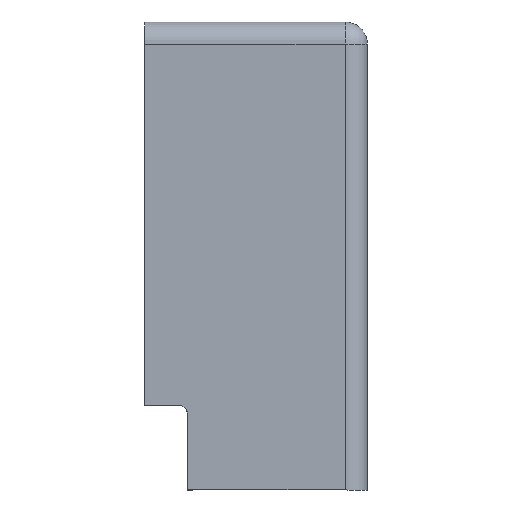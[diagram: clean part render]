
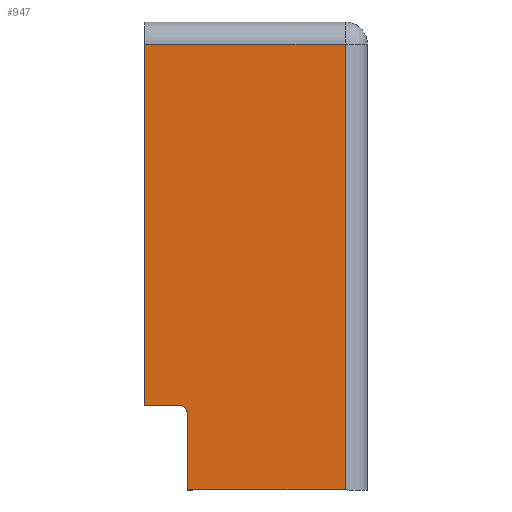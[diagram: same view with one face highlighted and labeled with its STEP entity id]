
A CAD part, left-side view. The second image highlights one B-rep face of the part: STEP entity #947.
In plain terms, the highlighted planar face has unit normal (-1, 0, 0).
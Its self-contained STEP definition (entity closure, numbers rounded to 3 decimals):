
#119 = CARTESIAN_POINT ( 'NONE',  ( -86., 0., 210. ) ) ;
#222 = VERTEX_POINT ( 'NONE', #6633 ) ;
#420 = VERTEX_POINT ( 'NONE', #5827 ) ;
#549 = EDGE_CURVE ( 'NONE', #222, #5826, #4291, .T. ) ;
#572 = ORIENTED_EDGE ( 'NONE', *, *, #549, .F. ) ;
#622 = LINE ( 'NONE', #2018, #4926 ) ;
#724 = LINE ( 'NONE', #5896, #5994 ) ;
#855 = EDGE_CURVE ( 'NONE', #7469, #420, #724, .T. ) ;
#947 = ADVANCED_FACE ( 'NONE', ( #4892 ), #7380, .F. ) ;
#991 = EDGE_CURVE ( 'NONE', #5355, #420, #5052, .T. ) ;
#1024 = LINE ( 'NONE', #4539, #4921 ) ;
#1133 = ORIENTED_EDGE ( 'NONE', *, *, #6640, .F. ) ;
#1266 = DIRECTION ( 'NONE',  ( 0., 1., 0. ) ) ;
#1345 = AXIS2_PLACEMENT_3D ( 'NONE', #1444, #3285, #4975 ) ;
#1368 = ORIENTED_EDGE ( 'NONE', *, *, #6691, .F. ) ;
#1395 = CARTESIAN_POINT ( 'NONE',  ( -86., -72., 50. ) ) ;
#1444 = CARTESIAN_POINT ( 'NONE',  ( -86., -80., 215. ) ) ;
#2018 = CARTESIAN_POINT ( 'NONE',  ( -86., 0., 215. ) ) ;
#2044 = DIRECTION ( 'NONE',  ( 0., 0., -1. ) ) ;
#2515 = DIRECTION ( 'NONE',  ( 0., 1., 0. ) ) ;
#2576 = DIRECTION ( 'NONE',  ( 0., -1., 0. ) ) ;
#2584 = AXIS2_PLACEMENT_3D ( 'NONE', #4115, #5949, #5266 ) ;
#2633 = DIRECTION ( 'NONE',  ( 0., 0., -1. ) ) ;
#2728 = ORIENTED_EDGE ( 'NONE', *, *, #991, .T. ) ;
#2808 = VECTOR ( 'NONE', #1266, 1000. ) ;
#2868 = VERTEX_POINT ( 'NONE', #4698 ) ;
#3057 = CARTESIAN_POINT ( 'NONE',  ( -86., 0., 80.5 ) ) ;
#3285 = DIRECTION ( 'NONE',  ( 1., 0., 0. ) ) ;
#3727 = LINE ( 'NONE', #6062, #5657 ) ;
#4115 = CARTESIAN_POINT ( 'NONE',  ( -86., -12., 77. ) ) ;
#4172 = CIRCLE ( 'NONE', #2584, 3.5 ) ;
#4291 = LINE ( 'NONE', #3057, #2808 ) ;
#4539 = CARTESIAN_POINT ( 'NONE',  ( -86., -72., 215. ) ) ;
#4697 = EDGE_LOOP ( 'NONE', ( #1133, #6463, #572, #7530, #2728, #6659, #1368 ) ) ;
#4698 = CARTESIAN_POINT ( 'NONE',  ( -86., -72., 210. ) ) ;
#4892 = FACE_OUTER_BOUND ( 'NONE', #4697, .T. ) ;
#4921 = VECTOR ( 'NONE', #2044, 1000. ) ;
#4926 = VECTOR ( 'NONE', #7040, 1000. ) ;
#4975 = DIRECTION ( 'NONE',  ( 0., -1., 0. ) ) ;
#5052 = LINE ( 'NONE', #5462, #6247 ) ;
#5053 = CARTESIAN_POINT ( 'NONE',  ( -86., 0., 80.5 ) ) ;
#5266 = DIRECTION ( 'NONE',  ( 0., -1., 0. ) ) ;
#5294 = EDGE_CURVE ( 'NONE', #5355, #222, #4172, .T. ) ;
#5355 = VERTEX_POINT ( 'NONE', #5879 ) ;
#5462 = CARTESIAN_POINT ( 'NONE',  ( -86., -15.5, 80.5 ) ) ;
#5657 = VECTOR ( 'NONE', #2576, 1000. ) ;
#5794 = VERTEX_POINT ( 'NONE', #119 ) ;
#5826 = VERTEX_POINT ( 'NONE', #5053 ) ;
#5827 = CARTESIAN_POINT ( 'NONE',  ( -86., -15.5, 50. ) ) ;
#5879 = CARTESIAN_POINT ( 'NONE',  ( -86., -15.5, 77. ) ) ;
#5896 = CARTESIAN_POINT ( 'NONE',  ( -86., -80., 50. ) ) ;
#5949 = DIRECTION ( 'NONE',  ( -1., 0., 0. ) ) ;
#5994 = VECTOR ( 'NONE', #2515, 1000. ) ;
#6062 = CARTESIAN_POINT ( 'NONE',  ( -86., -80., 210. ) ) ;
#6247 = VECTOR ( 'NONE', #2633, 1000. ) ;
#6463 = ORIENTED_EDGE ( 'NONE', *, *, #7167, .T. ) ;
#6633 = CARTESIAN_POINT ( 'NONE',  ( -86., -12., 80.5 ) ) ;
#6640 = EDGE_CURVE ( 'NONE', #5794, #2868, #3727, .T. ) ;
#6659 = ORIENTED_EDGE ( 'NONE', *, *, #855, .F. ) ;
#6691 = EDGE_CURVE ( 'NONE', #2868, #7469, #1024, .T. ) ;
#7040 = DIRECTION ( 'NONE',  ( 0., 0., -1. ) ) ;
#7167 = EDGE_CURVE ( 'NONE', #5794, #5826, #622, .T. ) ;
#7380 = PLANE ( 'NONE',  #1345 ) ;
#7469 = VERTEX_POINT ( 'NONE', #1395 ) ;
#7530 = ORIENTED_EDGE ( 'NONE', *, *, #5294, .F. ) ;
